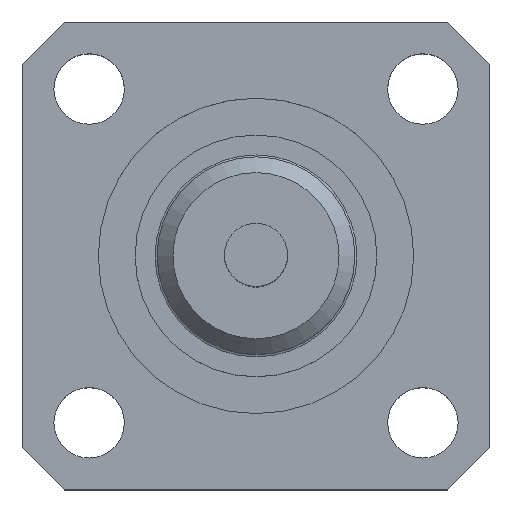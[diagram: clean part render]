
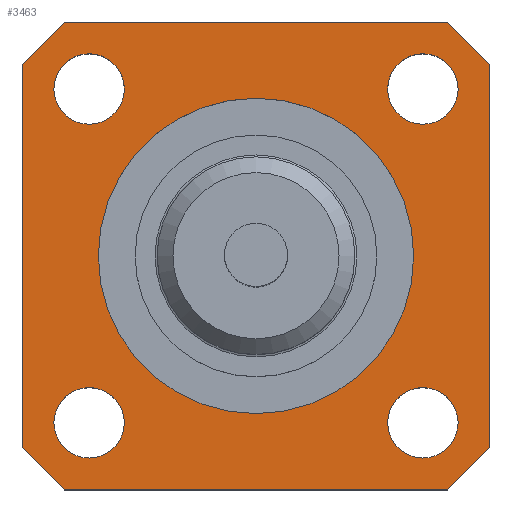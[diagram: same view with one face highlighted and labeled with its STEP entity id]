
A CAD part, top view. The second image highlights one B-rep face of the part: STEP entity #3463.
In plain terms, the highlighted planar face has unit normal (0, 0, 1).
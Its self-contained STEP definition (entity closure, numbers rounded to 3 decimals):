
#278=LINE('',#4485,#561);
#284=LINE('',#4496,#567);
#291=LINE('',#4522,#574);
#294=LINE('',#4527,#577);
#296=LINE('',#4531,#579);
#298=LINE('',#4535,#581);
#300=LINE('',#4538,#583);
#301=LINE('',#4539,#584);
#561=VECTOR('',#3858,10.);
#567=VECTOR('',#3866,10.);
#574=VECTOR('',#3887,10.);
#577=VECTOR('',#3892,10.);
#579=VECTOR('',#3896,10.);
#581=VECTOR('',#3900,10.);
#583=VECTOR('',#3904,10.);
#584=VECTOR('',#3905,10.);
#852=PLANE('',#3690);
#948=FACE_BOUND('',#1230,.T.);
#949=FACE_BOUND('',#1231,.T.);
#950=FACE_BOUND('',#1232,.T.);
#951=FACE_BOUND('',#1233,.T.);
#952=FACE_BOUND('',#1234,.T.);
#1012=FACE_OUTER_BOUND('',#1229,.T.);
#1229=EDGE_LOOP('',(#2428,#2429,#2430,#2431,#2432,#2433,#2434,#2435));
#1230=EDGE_LOOP('',(#2436));
#1231=EDGE_LOOP('',(#2437));
#1232=EDGE_LOOP('',(#2438));
#1233=EDGE_LOOP('',(#2439));
#1234=EDGE_LOOP('',(#2440));
#1493=CIRCLE('',#3691,15.);
#1494=CIRCLE('',#3692,3.35);
#1495=CIRCLE('',#3693,3.35);
#1496=CIRCLE('',#3694,3.35);
#1497=CIRCLE('',#3695,3.35);
#1536=VERTEX_POINT('',#4483);
#1537=VERTEX_POINT('',#4484);
#1541=VERTEX_POINT('',#4494);
#1552=VERTEX_POINT('',#4520);
#1553=VERTEX_POINT('',#4521);
#1554=VERTEX_POINT('',#4526);
#1555=VERTEX_POINT('',#4530);
#1556=VERTEX_POINT('',#4534);
#1557=VERTEX_POINT('',#4540);
#1558=VERTEX_POINT('',#4542);
#1559=VERTEX_POINT('',#4544);
#1560=VERTEX_POINT('',#4546);
#1561=VERTEX_POINT('',#4548);
#1886=EDGE_CURVE('',#1536,#1537,#278,.T.);
#1892=EDGE_CURVE('',#1541,#1536,#284,.T.);
#1904=EDGE_CURVE('',#1552,#1553,#291,.T.);
#1907=EDGE_CURVE('',#1553,#1554,#294,.T.);
#1909=EDGE_CURVE('',#1554,#1555,#296,.T.);
#1911=EDGE_CURVE('',#1556,#1541,#298,.T.);
#1913=EDGE_CURVE('',#1555,#1556,#300,.T.);
#1914=EDGE_CURVE('',#1537,#1552,#301,.T.);
#1915=EDGE_CURVE('',#1557,#1557,#1493,.T.);
#1916=EDGE_CURVE('',#1558,#1558,#1494,.T.);
#1917=EDGE_CURVE('',#1559,#1559,#1495,.T.);
#1918=EDGE_CURVE('',#1560,#1560,#1496,.T.);
#1919=EDGE_CURVE('',#1561,#1561,#1497,.T.);
#2428=ORIENTED_EDGE('',*,*,#1886,.F.);
#2429=ORIENTED_EDGE('',*,*,#1892,.F.);
#2430=ORIENTED_EDGE('',*,*,#1911,.F.);
#2431=ORIENTED_EDGE('',*,*,#1913,.F.);
#2432=ORIENTED_EDGE('',*,*,#1909,.F.);
#2433=ORIENTED_EDGE('',*,*,#1907,.F.);
#2434=ORIENTED_EDGE('',*,*,#1904,.F.);
#2435=ORIENTED_EDGE('',*,*,#1914,.F.);
#2436=ORIENTED_EDGE('',*,*,#1915,.T.);
#2437=ORIENTED_EDGE('',*,*,#1916,.T.);
#2438=ORIENTED_EDGE('',*,*,#1917,.T.);
#2439=ORIENTED_EDGE('',*,*,#1918,.T.);
#2440=ORIENTED_EDGE('',*,*,#1919,.T.);
#3463=ADVANCED_FACE('',(#1012,#948,#949,#950,#951,#952),#852,.T.);
#3690=AXIS2_PLACEMENT_3D('',#4537,#3902,#3903);
#3691=AXIS2_PLACEMENT_3D('',#4541,#3906,#3907);
#3692=AXIS2_PLACEMENT_3D('',#4543,#3908,#3909);
#3693=AXIS2_PLACEMENT_3D('',#4545,#3910,#3911);
#3694=AXIS2_PLACEMENT_3D('',#4547,#3912,#3913);
#3695=AXIS2_PLACEMENT_3D('',#4549,#3914,#3915);
#3858=DIRECTION('',(0.707,0.707,0.));
#3866=DIRECTION('',(0.,1.,0.));
#3887=DIRECTION('',(0.707,-0.707,0.));
#3892=DIRECTION('',(0.,-1.,0.));
#3896=DIRECTION('',(-0.707,-0.707,0.));
#3900=DIRECTION('',(-0.707,0.707,0.));
#3902=DIRECTION('center_axis',(0.,0.,1.));
#3903=DIRECTION('ref_axis',(1.,0.,0.));
#3904=DIRECTION('',(-1.,0.,0.));
#3905=DIRECTION('',(1.,0.,0.));
#3906=DIRECTION('center_axis',(0.,0.,-1.));
#3907=DIRECTION('ref_axis',(-1.,0.,0.));
#3908=DIRECTION('center_axis',(0.,0.,-1.));
#3909=DIRECTION('ref_axis',(1.,0.,0.));
#3910=DIRECTION('center_axis',(0.,0.,-1.));
#3911=DIRECTION('ref_axis',(0.,1.,0.));
#3912=DIRECTION('center_axis',(0.,0.,-1.));
#3913=DIRECTION('ref_axis',(-1.,0.,0.));
#3914=DIRECTION('center_axis',(0.,0.,-1.));
#3915=DIRECTION('ref_axis',(0.,-1.,0.));
#4483=CARTESIAN_POINT('',(-22.25,18.25,9.5));
#4484=CARTESIAN_POINT('',(-18.25,22.25,9.5));
#4485=CARTESIAN_POINT('',(-20.25,20.25,9.5));
#4494=CARTESIAN_POINT('',(-22.25,-18.25,9.5));
#4496=CARTESIAN_POINT('',(-22.25,-22.25,9.5));
#4520=CARTESIAN_POINT('',(18.25,22.25,9.5));
#4521=CARTESIAN_POINT('',(22.25,18.25,9.5));
#4522=CARTESIAN_POINT('',(20.25,20.25,9.5));
#4526=CARTESIAN_POINT('',(22.25,-18.25,9.5));
#4527=CARTESIAN_POINT('',(22.25,22.25,9.5));
#4530=CARTESIAN_POINT('',(18.25,-22.25,9.5));
#4531=CARTESIAN_POINT('',(20.25,-20.25,9.5));
#4534=CARTESIAN_POINT('',(-18.25,-22.25,9.5));
#4535=CARTESIAN_POINT('',(-20.25,-20.25,9.5));
#4537=CARTESIAN_POINT('Origin',(0.,0.,9.5));
#4538=CARTESIAN_POINT('',(22.25,-22.25,9.5));
#4539=CARTESIAN_POINT('',(-22.25,22.25,9.5));
#4540=CARTESIAN_POINT('',(15.,0.,9.5));
#4541=CARTESIAN_POINT('Origin',(0.,0.,9.5));
#4542=CARTESIAN_POINT('',(12.525,15.875,9.5));
#4543=CARTESIAN_POINT('Origin',(15.875,15.875,9.5));
#4544=CARTESIAN_POINT('',(-15.875,12.525,9.5));
#4545=CARTESIAN_POINT('Origin',(-15.875,15.875,9.5));
#4546=CARTESIAN_POINT('',(-12.525,-15.875,9.5));
#4547=CARTESIAN_POINT('Origin',(-15.875,-15.875,9.5));
#4548=CARTESIAN_POINT('',(15.875,-12.525,9.5));
#4549=CARTESIAN_POINT('Origin',(15.875,-15.875,9.5));
